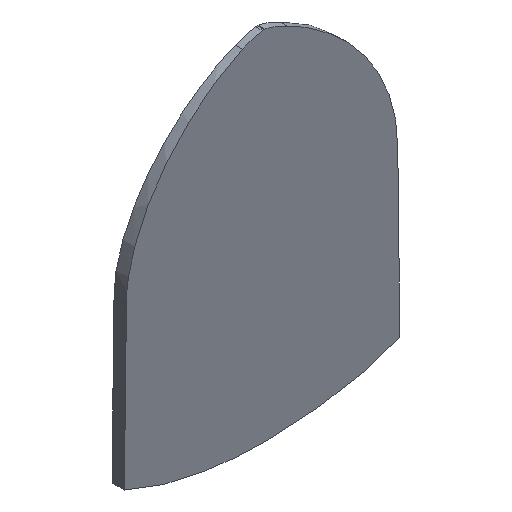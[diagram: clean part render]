
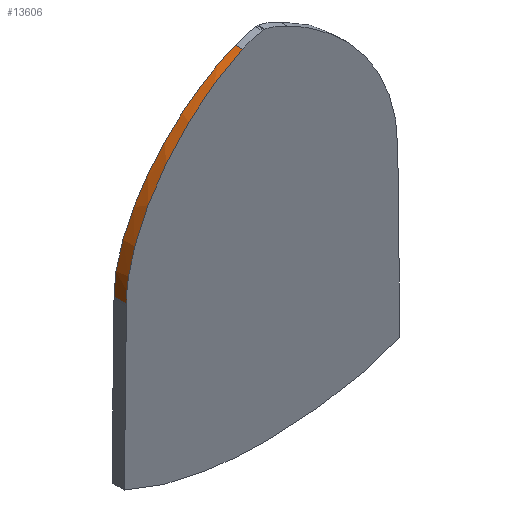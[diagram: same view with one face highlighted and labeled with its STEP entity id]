
A CAD part, isometric view. The second image highlights one B-rep face of the part: STEP entity #13606.
In plain terms, the highlighted free-form (B-spline) face has degree [3, 1] with [4, 2] control points.
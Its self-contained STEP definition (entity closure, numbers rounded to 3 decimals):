
#170=(
BOUNDED_SURFACE()
B_SPLINE_SURFACE(3,1,((#19240,#19241),(#19242,#19243),(#19244,#19245),(#19246,
#19247)),.UNSPECIFIED.,.F.,.F.,.F.)
B_SPLINE_SURFACE_WITH_KNOTS((4,4),(2,2),(0.,1.),(-0.06,0.18),
 .UNSPECIFIED.)
GEOMETRIC_REPRESENTATION_ITEM()
RATIONAL_B_SPLINE_SURFACE(((1.,1.),(1.,1.),(1.,1.),(1.,1.)))
REPRESENTATION_ITEM('')
SURFACE()
);
#564=B_SPLINE_CURVE_WITH_KNOTS('',3,(#18924,#18925,#18926,#18927),
 .UNSPECIFIED.,.F.,.F.,(4,4),(-0.412,0.),.UNSPECIFIED.);
#580=B_SPLINE_CURVE_WITH_KNOTS('',3,(#19251,#19252,#19253,#19254,#19255,
#19256,#19257,#19258,#19259,#19260),.UNSPECIFIED.,.F.,.F.,(4,2,2,2,4),(-3.625,
-3.386,-2.705,-1.307,0.),.UNSPECIFIED.);
#997=FACE_OUTER_BOUND('',#1785,.T.);
#1785=EDGE_LOOP('',(#9430,#9431,#9432,#9433,#9434));
#2792=LINE('',#19248,#3879);
#2793=LINE('',#19250,#3880);
#3879=VECTOR('',#15502,12.);
#3880=VECTOR('',#15503,12.);
#5045=(
BOUNDED_CURVE()
B_SPLINE_CURVE(3,(#17644,#17645,#17646,#17647),.UNSPECIFIED.,.F.,.F.)
B_SPLINE_CURVE_WITH_KNOTS((4,4),(-1.,0.),.UNSPECIFIED.)
CURVE()
GEOMETRIC_REPRESENTATION_ITEM()
RATIONAL_B_SPLINE_CURVE((1.,1.,1.,1.))
REPRESENTATION_ITEM('')
);
#5344=VERTEX_POINT('',#17642);
#5345=VERTEX_POINT('',#17643);
#5561=VERTEX_POINT('',#18921);
#5562=VERTEX_POINT('',#18923);
#5636=VERTEX_POINT('',#19249);
#6760=EDGE_CURVE('',#5344,#5345,#5045,.T.);
#7038=EDGE_CURVE('',#5562,#5561,#564,.T.);
#7137=EDGE_CURVE('',#5345,#5561,#2792,.T.);
#7138=EDGE_CURVE('',#5344,#5636,#2793,.T.);
#7139=EDGE_CURVE('',#5562,#5636,#580,.T.);
#9430=ORIENTED_EDGE('',*,*,#7038,.T.);
#9431=ORIENTED_EDGE('',*,*,#7137,.F.);
#9432=ORIENTED_EDGE('',*,*,#6760,.F.);
#9433=ORIENTED_EDGE('',*,*,#7138,.T.);
#9434=ORIENTED_EDGE('',*,*,#7139,.F.);
#13606=ADVANCED_FACE('',(#997),#170,.T.);
#15502=DIRECTION('',(0.,1.,0.));
#15503=DIRECTION('',(0.,1.,0.));
#17642=CARTESIAN_POINT('',(22.527,-0.88,74.88));
#17643=CARTESIAN_POINT('',(-4.412,-0.88,37.053));
#17644=CARTESIAN_POINT('Ctrl Pts',(22.527,-0.88,74.879));
#17645=CARTESIAN_POINT('Ctrl Pts',(7.955,-0.88,68.244));
#17646=CARTESIAN_POINT('Ctrl Pts',(-4.41,-0.88,51.929));
#17647=CARTESIAN_POINT('Ctrl Pts',(-4.412,-0.88,37.053));
#18921=CARTESIAN_POINT('',(-4.412,2.,37.053));
#18923=CARTESIAN_POINT('',(-3.98,2.,41.977));
#18924=CARTESIAN_POINT('Ctrl Pts',(-3.98,2.,41.977));
#18925=CARTESIAN_POINT('Ctrl Pts',(-4.26,2.,40.35));
#18926=CARTESIAN_POINT('Ctrl Pts',(-4.412,2.,38.703));
#18927=CARTESIAN_POINT('Ctrl Pts',(-4.412,2.,37.053));
#19240=CARTESIAN_POINT('Ctrl Pts',(-4.412,-0.88,37.053));
#19241=CARTESIAN_POINT('Ctrl Pts',(-4.412,2.,37.053));
#19242=CARTESIAN_POINT('Ctrl Pts',(-4.41,-0.88,51.929));
#19243=CARTESIAN_POINT('Ctrl Pts',(-4.41,2.,51.929));
#19244=CARTESIAN_POINT('Ctrl Pts',(7.955,-0.88,68.244));
#19245=CARTESIAN_POINT('Ctrl Pts',(7.955,2.,68.244));
#19246=CARTESIAN_POINT('Ctrl Pts',(22.527,-0.88,74.879));
#19247=CARTESIAN_POINT('Ctrl Pts',(22.527,2.,74.879));
#19248=CARTESIAN_POINT('',(-4.412,-0.16,37.053));
#19249=CARTESIAN_POINT('',(22.527,0.79,74.88));
#19250=CARTESIAN_POINT('',(22.527,-0.16,74.88));
#19251=CARTESIAN_POINT('Ctrl Pts',(-3.98,2.,41.977));
#19252=CARTESIAN_POINT('Ctrl Pts',(-3.818,1.977,42.919));
#19253=CARTESIAN_POINT('Ctrl Pts',(-3.614,1.954,43.855));
#19254=CARTESIAN_POINT('Ctrl Pts',(-2.681,1.866,47.411));
#19255=CARTESIAN_POINT('Ctrl Pts',(-1.68,1.801,49.974));
#19256=CARTESIAN_POINT('Ctrl Pts',(2.042,1.595,57.413));
#19257=CARTESIAN_POINT('Ctrl Pts',(5.55,1.439,62.051));
#19258=CARTESIAN_POINT('Ctrl Pts',(13.366,1.117,69.575));
#19259=CARTESIAN_POINT('Ctrl Pts',(17.772,0.945,72.714));
#19260=CARTESIAN_POINT('Ctrl Pts',(22.527,0.791,74.879));
